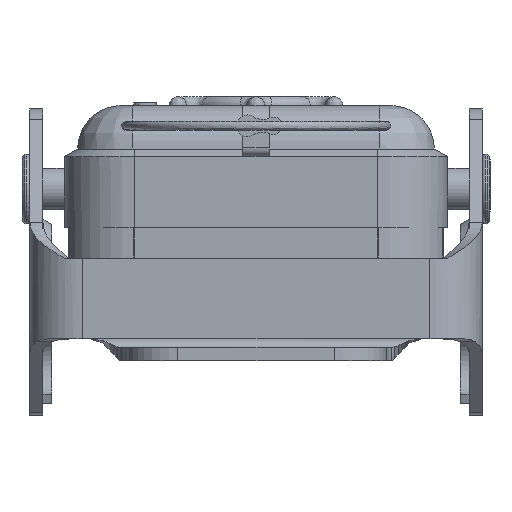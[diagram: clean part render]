
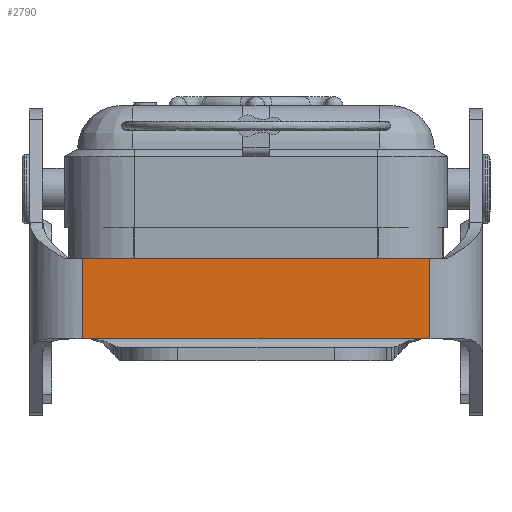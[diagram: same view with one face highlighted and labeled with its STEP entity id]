
A CAD part, left-side view. The second image highlights one B-rep face of the part: STEP entity #2790.
In plain terms, the highlighted planar face has unit normal (-1, 0, 0).
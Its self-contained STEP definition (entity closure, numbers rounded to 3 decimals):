
#702=FACE_OUTER_BOUND('',#3512,.T.);
#960=PLANE('',#9247);
#1708=LINE('',#15982,#2294);
#1727=LINE('',#16492,#2313);
#1747=LINE('',#16627,#2333);
#1748=LINE('',#16737,#2334);
#1749=LINE('',#16747,#2335);
#1750=LINE('',#16749,#2336);
#2294=VECTOR('',#11108,1.);
#2313=VECTOR('',#11165,1.);
#2333=VECTOR('',#11219,1.);
#2334=VECTOR('',#11230,1.);
#2335=VECTOR('',#11235,1.);
#2336=VECTOR('',#11238,1.);
#2790=ADVANCED_FACE('F5',(#702),#960,.F.);
#3512=EDGE_LOOP('',(#5745,#5746,#5747,#5748,#5749,#5750));
#5745=ORIENTED_EDGE('',*,*,#8056,.F.);
#5746=ORIENTED_EDGE('',*,*,#8013,.F.);
#5747=ORIENTED_EDGE('',*,*,#7959,.F.);
#5748=ORIENTED_EDGE('',*,*,#8059,.F.);
#5749=ORIENTED_EDGE('',*,*,#8038,.F.);
#5750=ORIENTED_EDGE('',*,*,#8058,.F.);
#6830=VERTEX_POINT('',#15981);
#6831=VERTEX_POINT('',#15983);
#6865=VERTEX_POINT('',#16345);
#6874=VERTEX_POINT('',#16626);
#6875=VERTEX_POINT('',#16628);
#6882=VERTEX_POINT('',#16728);
#7959=EDGE_CURVE('E40',#6830,#6831,#1708,.T.);
#8013=EDGE_CURVE('E41',#6831,#6865,#1727,.T.);
#8038=EDGE_CURVE('E38',#6874,#6875,#1747,.T.);
#8056=EDGE_CURVE('E7',#6865,#6882,#1748,.T.);
#8058=EDGE_CURVE('E37',#6882,#6874,#1749,.T.);
#8059=EDGE_CURVE('E39',#6875,#6830,#1750,.T.);
#9247=AXIS2_PLACEMENT_3D('',#16750,#11239,#11240);
#11108=DIRECTION('',(0.,1.,0.));
#11165=DIRECTION('',(0.,1.,0.));
#11219=DIRECTION('',(0.,-1.,0.));
#11230=DIRECTION('',(0.,1.,0.));
#11235=DIRECTION('',(0.,0.,1.));
#11238=DIRECTION('',(0.,0.,-1.));
#11239=DIRECTION('',(1.,0.,0.));
#11240=DIRECTION('',(0.,1.,0.));
#15981=CARTESIAN_POINT('',(-51.3,-20.,-6.035));
#15982=CARTESIAN_POINT('',(-51.3,-19.5,-6.035));
#15983=CARTESIAN_POINT('',(-51.3,-19.,-6.035));
#16345=CARTESIAN_POINT('',(-51.3,19.,-6.035));
#16492=CARTESIAN_POINT('',(-51.3,0.,-6.035));
#16626=CARTESIAN_POINT('',(-51.3,20.,3.165));
#16627=CARTESIAN_POINT('',(-51.3,0.,3.165));
#16628=CARTESIAN_POINT('',(-51.3,-20.,3.165));
#16728=CARTESIAN_POINT('',(-51.3,20.,-6.035));
#16737=CARTESIAN_POINT('',(-51.3,19.5,-6.035));
#16747=CARTESIAN_POINT('',(-51.3,20.,-1.435));
#16749=CARTESIAN_POINT('',(-51.3,-20.,-1.435));
#16750=CARTESIAN_POINT('',(-51.3,-20.03,-6.065));
